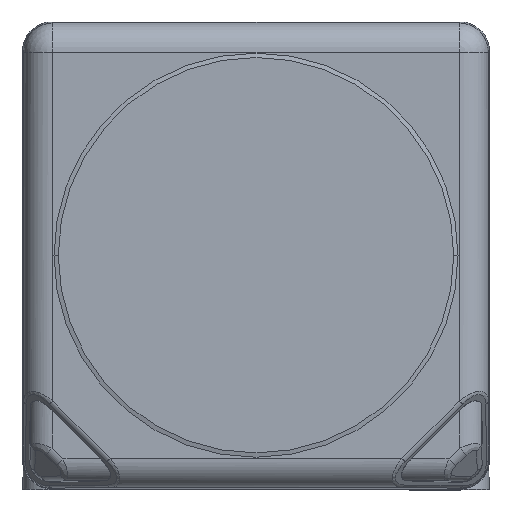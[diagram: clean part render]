
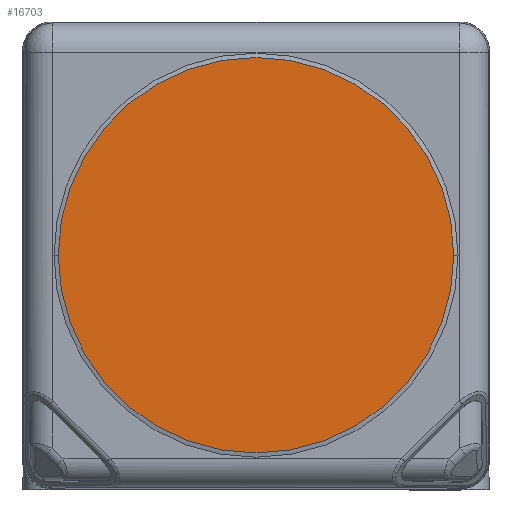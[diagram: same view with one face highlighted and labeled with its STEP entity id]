
A CAD part, top view. The second image highlights one B-rep face of the part: STEP entity #16703.
In plain terms, the highlighted planar face has unit normal (0, 0, 1).
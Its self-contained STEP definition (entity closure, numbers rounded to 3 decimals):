
#3874=CARTESIAN_POINT('',(0.,0.,12.31));
#3875=DIRECTION('',(0.,0.,-1.));
#3876=DIRECTION('',(1.,0.,0.));
#3877=AXIS2_PLACEMENT_3D('',#3874,#3875,#3876);
#3883=CARTESIAN_POINT('',(0.,0.,12.31));
#3884=DIRECTION('',(0.,0.,-1.));
#3885=DIRECTION('',(-1.,0.,0.));
#3886=AXIS2_PLACEMENT_3D('',#3883,#3884,#3885);
#8571=CARTESIAN_POINT('',(17.002,0.,12.31));
#8572=CARTESIAN_POINT('',(-17.002,0.,12.31));
#8573=VERTEX_POINT('',#8571);
#8574=VERTEX_POINT('',#8572);
#16693=CARTESIAN_POINT('',(0.,0.,12.31));
#16694=DIRECTION('',(0.,0.,1.));
#16695=DIRECTION('',(0.,1.,0.));
#16696=AXIS2_PLACEMENT_3D('',#16693,#16694,#16695);
#16697=PLANE('',#16696);
#16698=ORIENTED_EDGE('',*,*,#16676,.T.);
#16700=ORIENTED_EDGE('',*,*,#16699,.T.);
#16701=EDGE_LOOP('',(#16698,#16700));
#16702=FACE_OUTER_BOUND('',#16701,.F.);
#16703=ADVANCED_FACE('',(#16702),#16697,.T.);
#3878=CIRCLE('',#3877,17.002);
#3887=CIRCLE('',#3886,17.002);
#16676=EDGE_CURVE('',#8573,#8574,#3878,.T.);
#16699=EDGE_CURVE('',#8574,#8573,#3887,.T.);
